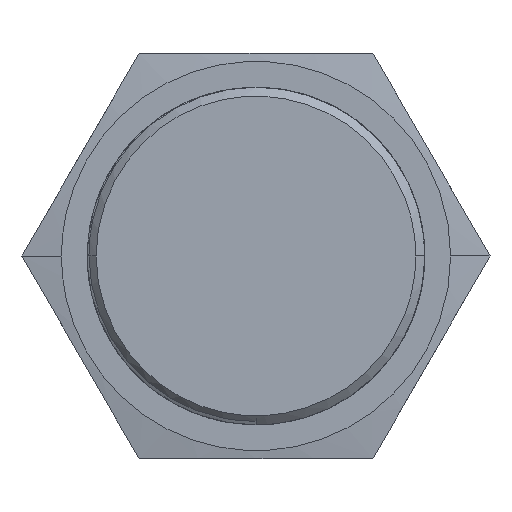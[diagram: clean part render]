
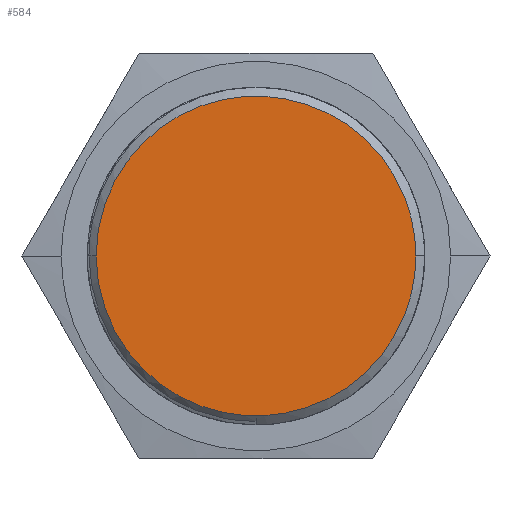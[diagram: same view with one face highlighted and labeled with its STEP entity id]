
A CAD part, left-side view. The second image highlights one B-rep face of the part: STEP entity #584.
In plain terms, the highlighted planar face has unit normal (-1, 0, 0).
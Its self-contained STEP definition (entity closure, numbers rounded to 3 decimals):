
#584=ADVANCED_FACE('',(#782),#4066,.T.);
#782=FACE_OUTER_BOUND('',#991,.T.);
#991=EDGE_LOOP('',(#1809,#1810));
#1809=ORIENTED_EDGE('',*,*,#2554,.F.);
#1810=ORIENTED_EDGE('',*,*,#2557,.T.);
#2554=EDGE_CURVE('',#3889,#3888,#3323,.T.);
#2557=EDGE_CURVE('',#3889,#3888,#3325,.T.);
#3323=(
BOUNDED_CURVE()
B_SPLINE_CURVE(2,(#15131,#15132,#15133,#15134,#15135),.UNSPECIFIED.,.F.,
 .F.)
B_SPLINE_CURVE_WITH_KNOTS((3,2,3),(-44.611,-22.305,0.),
 .UNSPECIFIED.)
CURVE()
GEOMETRIC_REPRESENTATION_ITEM()
RATIONAL_B_SPLINE_CURVE((1.,0.707,1.,0.707,1.))
REPRESENTATION_ITEM('')
);
#3325=(
BOUNDED_CURVE()
B_SPLINE_CURVE(2,(#15143,#15144,#15145,#15146,#15147),.UNSPECIFIED.,.F.,
 .F.)
B_SPLINE_CURVE_WITH_KNOTS((3,2,3),(0.,22.305,44.611),
 .UNSPECIFIED.)
CURVE()
GEOMETRIC_REPRESENTATION_ITEM()
RATIONAL_B_SPLINE_CURVE((1.,0.707,1.,0.707,1.))
REPRESENTATION_ITEM('')
);
#3888=VERTEX_POINT('',#13210);
#3889=VERTEX_POINT('',#13211);
#4066=PLANE('',#4235);
#4235=AXIS2_PLACEMENT_3D('',#12362,#4389,$);
#4389=DIRECTION('',(-1.,0.,0.));
#12362=CARTESIAN_POINT('',(-50.,17.13,-17.13));
#13210=CARTESIAN_POINT('',(-50.,-14.2,0.));
#13211=CARTESIAN_POINT('',(-50.,14.2,0.));
#15131=CARTESIAN_POINT('',(-50.,14.2,0.));
#15132=CARTESIAN_POINT('',(-50.,14.2,14.2));
#15133=CARTESIAN_POINT('',(-50.,0.,14.2));
#15134=CARTESIAN_POINT('',(-50.,-14.2,14.2));
#15135=CARTESIAN_POINT('',(-50.,-14.2,0.));
#15143=CARTESIAN_POINT('',(-50.,14.2,0.));
#15144=CARTESIAN_POINT('',(-50.,14.2,-14.2));
#15145=CARTESIAN_POINT('',(-50.,0.,-14.2));
#15146=CARTESIAN_POINT('',(-50.,-14.2,-14.2));
#15147=CARTESIAN_POINT('',(-50.,-14.2,0.));
